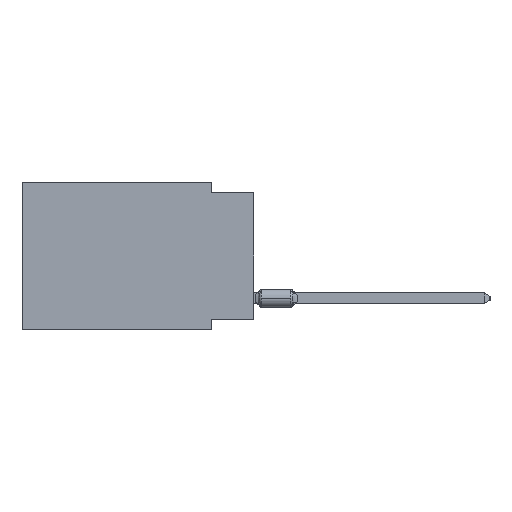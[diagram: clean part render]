
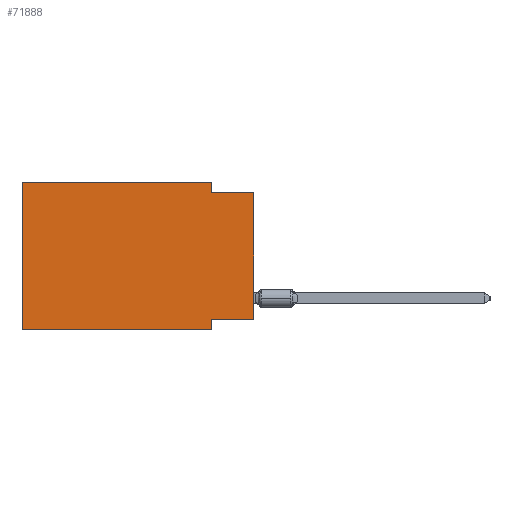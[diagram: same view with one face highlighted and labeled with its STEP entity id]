
A CAD part, left-side view. The second image highlights one B-rep face of the part: STEP entity #71888.
In plain terms, the highlighted planar face has unit normal (-1, 0, 0).
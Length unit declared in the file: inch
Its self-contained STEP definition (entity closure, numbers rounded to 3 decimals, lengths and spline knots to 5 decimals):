
#2501 = EDGE_CURVE ( 'NONE', #25966, #49426, #25298, .T. ) ;
#5080 = VERTEX_POINT ( 'NONE', #26098 ) ;
#8029 = CARTESIAN_POINT ( 'NONE',  ( 0., 0.1, -0.35 ) ) ;
#8039 = LINE ( 'NONE', #78450, #19199 ) ;
#11519 = CARTESIAN_POINT ( 'NONE',  ( 0., 0.1, 0. ) ) ;
#11828 = DIRECTION ( 'NONE',  ( 0., 0., 1. ) ) ;
#14883 = ORIENTED_EDGE ( 'NONE', *, *, #30573, .F. ) ;
#16569 = PLANE ( 'NONE',  #93963 ) ;
#17248 = VECTOR ( 'NONE', #110529, 39.37008 ) ;
#19199 = VECTOR ( 'NONE', #77877, 39.37008 ) ;
#19446 = DIRECTION ( 'NONE',  ( 0., 0., -1. ) ) ;
#25025 = VECTOR ( 'NONE', #71161, 39.37008 ) ;
#25298 = LINE ( 'NONE', #70511, #107598 ) ;
#25966 = VERTEX_POINT ( 'NONE', #63634 ) ;
#26098 = CARTESIAN_POINT ( 'NONE',  ( 0., 0., -0.025 ) ) ;
#26275 = CARTESIAN_POINT ( 'NONE',  ( 0., 0.55, 0. ) ) ;
#28555 = ORIENTED_EDGE ( 'NONE', *, *, #33118, .F. ) ;
#28967 = CARTESIAN_POINT ( 'NONE',  ( 0., 0.1, -0.325 ) ) ;
#29160 = EDGE_LOOP ( 'NONE', ( #92380, #110097, #28555, #61333, #73168, #43719, #104224, #14883 ) ) ;
#30126 = VERTEX_POINT ( 'NONE', #106730 ) ;
#30573 = EDGE_CURVE ( 'NONE', #65109, #55282, #75588, .T. ) ;
#32984 = VECTOR ( 'NONE', #11828, 39.37008 ) ;
#33118 = EDGE_CURVE ( 'NONE', #49426, #100728, #8039, .T. ) ;
#36243 = LINE ( 'NONE', #92137, #25025 ) ;
#36739 = DIRECTION ( 'NONE',  ( 0., -1., 0. ) ) ;
#39604 = EDGE_CURVE ( 'NONE', #100728, #5080, #88268, .T. ) ;
#40562 = EDGE_CURVE ( 'NONE', #105805, #25966, #55306, .T. ) ;
#43719 = ORIENTED_EDGE ( 'NONE', *, *, #111748, .T. ) ;
#49426 = VERTEX_POINT ( 'NONE', #11519 ) ;
#54134 = CARTESIAN_POINT ( 'NONE',  ( 0., 0., -0.325 ) ) ;
#55282 = VERTEX_POINT ( 'NONE', #28967 ) ;
#55306 = LINE ( 'NONE', #90266, #32984 ) ;
#61182 = DIRECTION ( 'NONE',  ( 1., 0., 0. ) ) ;
#61333 = ORIENTED_EDGE ( 'NONE', *, *, #2501, .F. ) ;
#63623 = CARTESIAN_POINT ( 'NONE',  ( 0., 0., -0.025 ) ) ;
#63634 = CARTESIAN_POINT ( 'NONE',  ( 0., 0.55, 0. ) ) ;
#63965 = LINE ( 'NONE', #98337, #68860 ) ;
#65109 = VERTEX_POINT ( 'NONE', #54134 ) ;
#68860 = VECTOR ( 'NONE', #97780, 39.37008 ) ;
#70511 = CARTESIAN_POINT ( 'NONE',  ( 0., 0.55, 0. ) ) ;
#71161 = DIRECTION ( 'NONE',  ( 0., 0., 1. ) ) ;
#71536 = LINE ( 'NONE', #8029, #82741 ) ;
#71888 = ADVANCED_FACE ( 'NONE', ( #94443 ), #16569, .F. ) ;
#73168 = ORIENTED_EDGE ( 'NONE', *, *, #40562, .F. ) ;
#75588 = LINE ( 'NONE', #101925, #17248 ) ;
#77047 = EDGE_CURVE ( 'NONE', #65109, #5080, #36243, .T. ) ;
#77736 = CARTESIAN_POINT ( 'NONE',  ( 0., 0.1, -0.025 ) ) ;
#77877 = DIRECTION ( 'NONE',  ( 0., 0., -1. ) ) ;
#78450 = CARTESIAN_POINT ( 'NONE',  ( 0., 0.1, 0. ) ) ;
#82197 = VECTOR ( 'NONE', #36739, 39.37008 ) ;
#82741 = VECTOR ( 'NONE', #19446, 39.37008 ) ;
#88042 = CARTESIAN_POINT ( 'NONE',  ( 0., 0.55, -0.35 ) ) ;
#88268 = LINE ( 'NONE', #63623, #82197 ) ;
#90266 = CARTESIAN_POINT ( 'NONE',  ( 0., 0.55, 0. ) ) ;
#92137 = CARTESIAN_POINT ( 'NONE',  ( 0., 0., 0. ) ) ;
#92380 = ORIENTED_EDGE ( 'NONE', *, *, #77047, .T. ) ;
#93963 = AXIS2_PLACEMENT_3D ( 'NONE', #26275, #61182, #104159 ) ;
#94443 = FACE_OUTER_BOUND ( 'NONE', #29160, .T. ) ;
#95165 = DIRECTION ( 'NONE',  ( 0., -1., 0. ) ) ;
#97780 = DIRECTION ( 'NONE',  ( 0., -1., 0. ) ) ;
#98337 = CARTESIAN_POINT ( 'NONE',  ( 0., 0.55, -0.35 ) ) ;
#100387 = EDGE_CURVE ( 'NONE', #55282, #30126, #71536, .T. ) ;
#100728 = VERTEX_POINT ( 'NONE', #77736 ) ;
#101925 = CARTESIAN_POINT ( 'NONE',  ( 0., 0., -0.325 ) ) ;
#104159 = DIRECTION ( 'NONE',  ( 0., 0., -1. ) ) ;
#104224 = ORIENTED_EDGE ( 'NONE', *, *, #100387, .F. ) ;
#105805 = VERTEX_POINT ( 'NONE', #88042 ) ;
#106730 = CARTESIAN_POINT ( 'NONE',  ( 0., 0.1, -0.35 ) ) ;
#107598 = VECTOR ( 'NONE', #95165, 39.37008 ) ;
#110097 = ORIENTED_EDGE ( 'NONE', *, *, #39604, .F. ) ;
#110529 = DIRECTION ( 'NONE',  ( 0., 1., 0. ) ) ;
#111748 = EDGE_CURVE ( 'NONE', #105805, #30126, #63965, .T. ) ;
